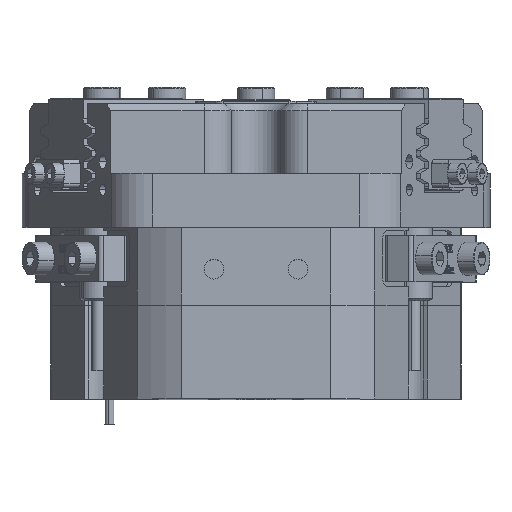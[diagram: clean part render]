
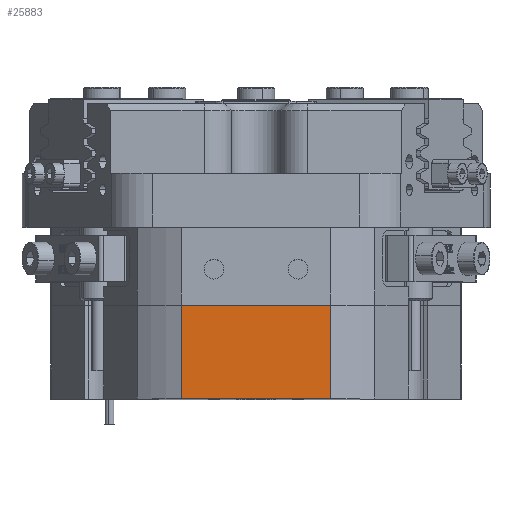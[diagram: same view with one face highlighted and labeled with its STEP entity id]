
A CAD part, top view. The second image highlights one B-rep face of the part: STEP entity #25883.
In plain terms, the highlighted planar face has unit normal (0, 0, 1).
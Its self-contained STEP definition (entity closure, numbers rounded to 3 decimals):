
#1116 = VECTOR ( 'NONE', #32214, 1000. ) ;
#1895 = CARTESIAN_POINT ( 'NONE',  ( -15.969, 0., 41. ) ) ;
#2419 = EDGE_CURVE ( 'NONE', #47195, #57978, #18421, .T. ) ;
#6415 = EDGE_CURVE ( 'NONE', #20458, #50500, #21348, .T. ) ;
#11803 = LINE ( 'NONE', #32563, #1116 ) ;
#12739 = VECTOR ( 'NONE', #27394, 1000. ) ;
#13557 = VECTOR ( 'NONE', #52839, 1000. ) ;
#15564 = ORIENTED_EDGE ( 'NONE', *, *, #6415, .T. ) ;
#18421 = LINE ( 'NONE', #40962, #12739 ) ;
#19814 = EDGE_CURVE ( 'NONE', #50500, #47195, #11803, .T. ) ;
#20458 = VERTEX_POINT ( 'NONE', #43511 ) ;
#21348 = LINE ( 'NONE', #39328, #13557 ) ;
#22013 = DIRECTION ( 'NONE',  ( 1., 0., 0. ) ) ;
#22766 = PLANE ( 'NONE',  #48839 ) ;
#25883 = ADVANCED_FACE ( 'NONE', ( #55030 ), #22766, .T. ) ;
#26785 = ORIENTED_EDGE ( 'NONE', *, *, #19814, .T. ) ;
#26944 = CARTESIAN_POINT ( 'NONE',  ( -71.014, 20.1, 41. ) ) ;
#27394 = DIRECTION ( 'NONE',  ( 0., 1., 0. ) ) ;
#30991 = LINE ( 'NONE', #26944, #52365 ) ;
#32107 = DIRECTION ( 'NONE',  ( 1., 0., 0. ) ) ;
#32214 = DIRECTION ( 'NONE',  ( 1., 0., 0. ) ) ;
#32563 = CARTESIAN_POINT ( 'NONE',  ( 0., 0., 41. ) ) ;
#33865 = ORIENTED_EDGE ( 'NONE', *, *, #2419, .T. ) ;
#39328 = CARTESIAN_POINT ( 'NONE',  ( -15.969, 20.1, 41. ) ) ;
#40962 = CARTESIAN_POINT ( 'NONE',  ( 15.969, 20.1, 41. ) ) ;
#42175 = EDGE_LOOP ( 'NONE', ( #15564, #26785, #33865, #58953 ) ) ;
#43511 = CARTESIAN_POINT ( 'NONE',  ( -15.969, 20.1, 41. ) ) ;
#43620 = CARTESIAN_POINT ( 'NONE',  ( 15.969, 20.1, 41. ) ) ;
#44558 = EDGE_CURVE ( 'NONE', #20458, #57978, #30991, .T. ) ;
#46015 = CARTESIAN_POINT ( 'NONE',  ( -71.014, 0., 41. ) ) ;
#47195 = VERTEX_POINT ( 'NONE', #52960 ) ;
#48839 = AXIS2_PLACEMENT_3D ( 'NONE', #46015, #54591, #32107 ) ;
#50500 = VERTEX_POINT ( 'NONE', #1895 ) ;
#52365 = VECTOR ( 'NONE', #22013, 1000. ) ;
#52839 = DIRECTION ( 'NONE',  ( 0., -1., 0. ) ) ;
#52960 = CARTESIAN_POINT ( 'NONE',  ( 15.969, 0., 41. ) ) ;
#54591 = DIRECTION ( 'NONE',  ( 0., 0., 1. ) ) ;
#55030 = FACE_OUTER_BOUND ( 'NONE', #42175, .T. ) ;
#57978 = VERTEX_POINT ( 'NONE', #43620 ) ;
#58953 = ORIENTED_EDGE ( 'NONE', *, *, #44558, .F. ) ;
